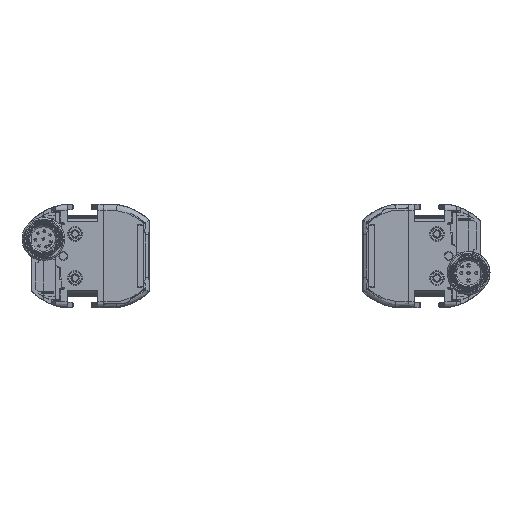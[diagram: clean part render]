
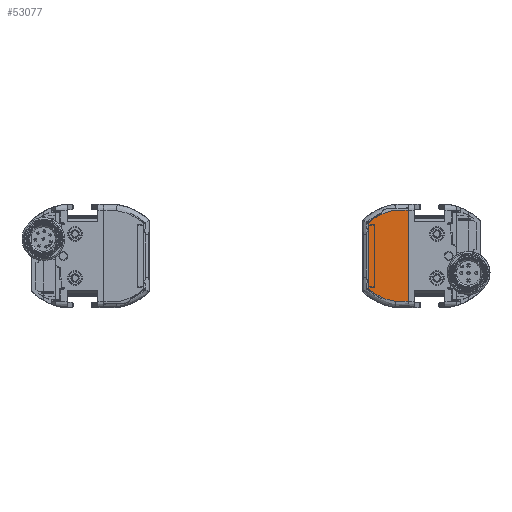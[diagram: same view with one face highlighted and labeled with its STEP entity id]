
A CAD part, front view. The second image highlights one B-rep face of the part: STEP entity #53077.
In plain terms, the highlighted planar face has unit normal (0, -1, 0).
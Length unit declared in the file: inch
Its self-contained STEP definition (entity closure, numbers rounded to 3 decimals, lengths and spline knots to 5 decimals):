
#512 = VECTOR ( 'NONE', #57647, 39.37008 ) ;
#2366 = CARTESIAN_POINT ( 'NONE',  ( 1.57171, -23.79921, 0.49785 ) ) ;
#3342 = CARTESIAN_POINT ( 'NONE',  ( 1.59904, -23.79921, 0.51616 ) ) ;
#4331 = CARTESIAN_POINT ( 'NONE',  ( 1.61649, -23.79921, 0.52642 ) ) ;
#4371 = EDGE_CURVE ( 'NONE', #95443, #30984, #7979, .T. ) ;
#5026 = CARTESIAN_POINT ( 'NONE',  ( 1.58005, -23.79921, -0.49739 ) ) ;
#6530 = CARTESIAN_POINT ( 'NONE',  ( 1.60285, -23.79921, -0.51197 ) ) ;
#7782 = CARTESIAN_POINT ( 'NONE',  ( 2.00787, -23.79921, -0.21546 ) ) ;
#7979 = LINE ( 'NONE', #23665, #94097 ) ;
#8039 = CARTESIAN_POINT ( 'NONE',  ( 2.03207, -23.79921, -0.21546 ) ) ;
#8868 = CARTESIAN_POINT ( 'NONE',  ( 1.5, -23.79921, -0.43537 ) ) ;
#10310 = CARTESIAN_POINT ( 'NONE',  ( 1.74212, -23.79921, -0.5778 ) ) ;
#10656 = AXIS2_PLACEMENT_3D ( 'NONE', #7782, #38625, #30540 ) ;
#11438 = CARTESIAN_POINT ( 'NONE',  ( 1.65469, -23.79921, 0.54688 ) ) ;
#11446 = DIRECTION ( 'NONE',  ( 0., 0., 1. ) ) ;
#12434 = VERTEX_POINT ( 'NONE', #55334 ) ;
#13644 = CARTESIAN_POINT ( 'NONE',  ( 1.69286, -23.79921, -0.55864 ) ) ;
#13652 = ORIENTED_EDGE ( 'NONE', *, *, #49149, .F. ) ;
#14133 = CARTESIAN_POINT ( 'NONE',  ( 1.58192, -23.79921, -0.49863 ) ) ;
#14844 = CARTESIAN_POINT ( 'NONE',  ( 2.03207, -23.79921, -0.60719 ) ) ;
#15380 = FACE_OUTER_BOUND ( 'NONE', #82783, .T. ) ;
#19505 = CARTESIAN_POINT ( 'NONE',  ( 1.78845, -23.79921, 0.60175 ) ) ;
#19723 = CARTESIAN_POINT ( 'NONE',  ( 1.50878, -23.79921, -0.44324 ) ) ;
#20232 = CARTESIAN_POINT ( 'NONE',  ( 1.64619, -23.79921, -0.53667 ) ) ;
#20257 = CARTESIAN_POINT ( 'NONE',  ( 2.00787, -23.79921, -0.60719 ) ) ;
#21225 = CARTESIAN_POINT ( 'NONE',  ( 1.61584, -23.79921, -0.5198 ) ) ;
#23308 = CARTESIAN_POINT ( 'NONE',  ( 1.5, -23.79921, 0.44146 ) ) ;
#23665 = CARTESIAN_POINT ( 'NONE',  ( 2.00787, -23.79921, 0.61328 ) ) ;
#24981 = CARTESIAN_POINT ( 'NONE',  ( 1.8604, -23.79921, -0.60719 ) ) ;
#25638 = CARTESIAN_POINT ( 'NONE',  ( 1.8604, -23.79921, 0.61328 ) ) ;
#26597 = CARTESIAN_POINT ( 'NONE',  ( 1.54649, -23.79921, 0.47978 ) ) ;
#26602 = LINE ( 'NONE', #33228, #95878 ) ;
#27586 = CARTESIAN_POINT ( 'NONE',  ( 1.66575, -23.79921, 0.55231 ) ) ;
#27806 = CARTESIAN_POINT ( 'NONE',  ( 1.5807, -23.79921, -0.49782 ) ) ;
#30540 = DIRECTION ( 'NONE',  ( 1., 0., 0. ) ) ;
#30984 = VERTEX_POINT ( 'NONE', #40514 ) ;
#31163 = ORIENTED_EDGE ( 'NONE', *, *, #52138, .F. ) ;
#33221 = CARTESIAN_POINT ( 'NONE',  ( 1.72402, -23.79921, 0.58009 ) ) ;
#33228 = CARTESIAN_POINT ( 'NONE',  ( 1.5, -23.79921, -0.21546 ) ) ;
#33864 = B_SPLINE_CURVE_WITH_KNOTS ( 'NONE', 3,
 ( #40801, #49848, #71562, #79676, #26597, #42766, #73545, #96294, #2366, #64980, #65957, #35187, #72553, #3342, #4331, #87226, #64010, #11438, #41779, #96797, #34198, #27586, #80638, #94817, #42269, #57421, #33221, #19505, #25638 ),
 .UNSPECIFIED., .F., .F.,
 ( 4, 2, 2, 2, 1, 1, 2, 2, 2, 2, 2, 1, 1, 1, 2, 2, 4 ),
 ( 0., 0.125, 0.1875, 0.21875, 0.23437, 0.24219, 0.24609, 0.25, 0.375, 0.4375, 0.46875, 0.48437, 0.49219, 0.49609, 0.49805, 0.5, 1. ),
 .UNSPECIFIED. ) ;
#34198 = CARTESIAN_POINT ( 'NONE',  ( 1.66358, -23.79921, 0.55126 ) ) ;
#35187 = CARTESIAN_POINT ( 'NONE',  ( 1.57835, -23.79921, 0.50235 ) ) ;
#35891 = CARTESIAN_POINT ( 'NONE',  ( 1.51961, -23.79921, -0.45257 ) ) ;
#36407 = CARTESIAN_POINT ( 'NONE',  ( 1.67401, -23.79921, -0.55013 ) ) ;
#37393 = CARTESIAN_POINT ( 'NONE',  ( 1.58373, -23.79921, -0.49983 ) ) ;
#37490 = CARTESIAN_POINT ( 'NONE',  ( 1.8604, -23.79921, 0.61328 ) ) ;
#37795 = EDGE_CURVE ( 'NONE', #76878, #85222, #26602, .T. ) ;
#37818 = B_SPLINE_CURVE_WITH_KNOTS ( 'NONE', 3,
 ( #24981, #48716, #79519, #10310, #42480, #73253, #13644, #44464, #36407, #96996, #75747, #98991, #74254, #66664, #68132, #20232, #67154, #21225, #6530, #89914, #50561, #52036, #37393, #14133, #27806, #5026, #58109, #88905, #35891, #19723, #90408 ),
 .UNSPECIFIED., .F., .F.,
 ( 4, 2, 2, 1, 1, 1, 1, 1, 2, 2, 2, 2, 2, 1, 1, 2, 2, 2, 4 ),
 ( 0., 0.25, 0.375, 0.4375, 0.46875, 0.48437, 0.49219, 0.49609, 0.49805, 0.5, 0.625, 0.6875, 0.71875, 0.73437, 0.74219, 0.74609, 0.75, 0.875, 1. ),
 .UNSPECIFIED. ) ;
#38625 = DIRECTION ( 'NONE',  ( 0., 1., 0. ) ) ;
#40514 = CARTESIAN_POINT ( 'NONE',  ( 2.03207, -23.79921, 0.61328 ) ) ;
#40801 = CARTESIAN_POINT ( 'NONE',  ( 1.5, -23.79921, 0.44146 ) ) ;
#41514 = ORIENTED_EDGE ( 'NONE', *, *, #84349, .F. ) ;
#41779 = CARTESIAN_POINT ( 'NONE',  ( 1.65757, -23.79921, 0.54832 ) ) ;
#42269 = CARTESIAN_POINT ( 'NONE',  ( 1.66754, -23.79921, 0.55317 ) ) ;
#42480 = CARTESIAN_POINT ( 'NONE',  ( 1.72656, -23.79921, -0.57222 ) ) ;
#42766 = CARTESIAN_POINT ( 'NONE',  ( 1.55815, -23.79921, 0.48832 ) ) ;
#44464 = CARTESIAN_POINT ( 'NONE',  ( 1.68024, -23.79921, -0.553 ) ) ;
#48716 = CARTESIAN_POINT ( 'NONE',  ( 1.82443, -23.79921, -0.60142 ) ) ;
#49149 = EDGE_CURVE ( 'NONE', #74433, #12434, #50087, .T. ) ;
#49848 = CARTESIAN_POINT ( 'NONE',  ( 1.50878, -23.79921, 0.44933 ) ) ;
#50087 = LINE ( 'NONE', #20257, #512 ) ;
#50483 = EDGE_CURVE ( 'NONE', #12434, #76878, #37818, .T. ) ;
#50561 = CARTESIAN_POINT ( 'NONE',  ( 1.59144, -23.79921, -0.50482 ) ) ;
#52036 = CARTESIAN_POINT ( 'NONE',  ( 1.58792, -23.79921, -0.50257 ) ) ;
#52138 = EDGE_CURVE ( 'NONE', #85222, #95443, #33864, .T. ) ;
#53077 = ADVANCED_FACE ( 'NONE', ( #15380 ), #91647, .F. ) ;
#54527 = DIRECTION ( 'NONE',  ( 0., 0., -1. ) ) ;
#55334 = CARTESIAN_POINT ( 'NONE',  ( 1.8604, -23.79921, -0.60719 ) ) ;
#57421 = CARTESIAN_POINT ( 'NONE',  ( 1.66762, -23.79921, 0.55321 ) ) ;
#57647 = DIRECTION ( 'NONE',  ( -1., 0., 0. ) ) ;
#58109 = CARTESIAN_POINT ( 'NONE',  ( 1.56138, -23.79921, -0.48493 ) ) ;
#64010 = CARTESIAN_POINT ( 'NONE',  ( 1.64555, -23.79921, 0.54223 ) ) ;
#64980 = CARTESIAN_POINT ( 'NONE',  ( 1.57556, -23.79921, 0.50047 ) ) ;
#65957 = CARTESIAN_POINT ( 'NONE',  ( 1.57723, -23.79921, 0.5016 ) ) ;
#66664 = CARTESIAN_POINT ( 'NONE',  ( 1.66798, -23.79921, -0.54728 ) ) ;
#67154 = CARTESIAN_POINT ( 'NONE',  ( 1.62392, -23.79921, -0.52441 ) ) ;
#68132 = CARTESIAN_POINT ( 'NONE',  ( 1.65845, -23.79921, -0.54274 ) ) ;
#69141 = LINE ( 'NONE', #8039, #90744 ) ;
#71562 = CARTESIAN_POINT ( 'NONE',  ( 1.51961, -23.79921, 0.45866 ) ) ;
#71598 = DIRECTION ( 'NONE',  ( 1., 0., 0. ) ) ;
#72553 = CARTESIAN_POINT ( 'NONE',  ( 1.57887, -23.79921, 0.5027 ) ) ;
#73192 = ORIENTED_EDGE ( 'NONE', *, *, #37795, .F. ) ;
#73253 = CARTESIAN_POINT ( 'NONE',  ( 1.70397, -23.79921, -0.56327 ) ) ;
#73545 = CARTESIAN_POINT ( 'NONE',  ( 1.56219, -23.79921, 0.49121 ) ) ;
#74254 = CARTESIAN_POINT ( 'NONE',  ( 1.66828, -23.79921, -0.54742 ) ) ;
#74433 = VERTEX_POINT ( 'NONE', #14844 ) ;
#75747 = CARTESIAN_POINT ( 'NONE',  ( 1.66938, -23.79921, -0.54795 ) ) ;
#76878 = VERTEX_POINT ( 'NONE', #8868 ) ;
#79519 = CARTESIAN_POINT ( 'NONE',  ( 1.79031, -23.79921, -0.5931 ) ) ;
#79676 = CARTESIAN_POINT ( 'NONE',  ( 1.53933, -23.79921, 0.4743 ) ) ;
#80638 = CARTESIAN_POINT ( 'NONE',  ( 1.6668, -23.79921, 0.55281 ) ) ;
#82783 = EDGE_LOOP ( 'NONE', ( #73192, #97753, #13652, #41514, #96055, #31163 ) ) ;
#84349 = EDGE_CURVE ( 'NONE', #30984, #74433, #69141, .T. ) ;
#85222 = VERTEX_POINT ( 'NONE', #23308 ) ;
#87226 = CARTESIAN_POINT ( 'NONE',  ( 1.63877, -23.79921, 0.53868 ) ) ;
#88905 = CARTESIAN_POINT ( 'NONE',  ( 1.54591, -23.79921, -0.47341 ) ) ;
#89914 = CARTESIAN_POINT ( 'NONE',  ( 1.59837, -23.79921, -0.50921 ) ) ;
#90408 = CARTESIAN_POINT ( 'NONE',  ( 1.5, -23.79921, -0.43537 ) ) ;
#90744 = VECTOR ( 'NONE', #54527, 39.37008 ) ;
#91647 = PLANE ( 'NONE',  #10656 ) ;
#94097 = VECTOR ( 'NONE', #71598, 39.37008 ) ;
#94817 = CARTESIAN_POINT ( 'NONE',  ( 1.66725, -23.79921, 0.55303 ) ) ;
#95443 = VERTEX_POINT ( 'NONE', #37490 ) ;
#95878 = VECTOR ( 'NONE', #11446, 39.37008 ) ;
#96055 = ORIENTED_EDGE ( 'NONE', *, *, #4371, .F. ) ;
#96294 = CARTESIAN_POINT ( 'NONE',  ( 1.5685, -23.79921, 0.49563 ) ) ;
#96797 = CARTESIAN_POINT ( 'NONE',  ( 1.66162, -23.79921, 0.55031 ) ) ;
#96996 = CARTESIAN_POINT ( 'NONE',  ( 1.67092, -23.79921, -0.54867 ) ) ;
#97753 = ORIENTED_EDGE ( 'NONE', *, *, #50483, .F. ) ;
#98991 = CARTESIAN_POINT ( 'NONE',  ( 1.66872, -23.79921, -0.54763 ) ) ;
